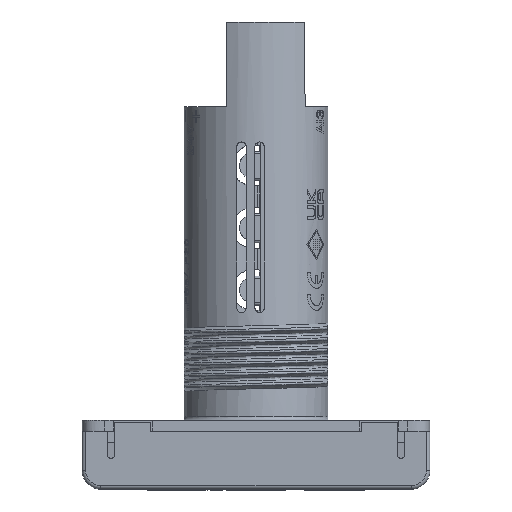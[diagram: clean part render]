
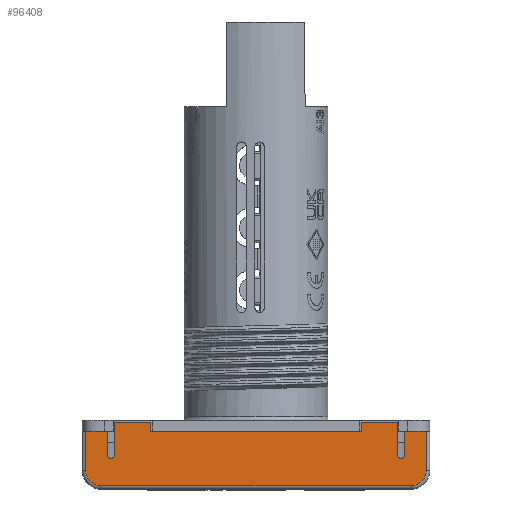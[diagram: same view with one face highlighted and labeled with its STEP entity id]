
A CAD part, front view. The second image highlights one B-rep face of the part: STEP entity #96408.
In plain terms, the highlighted planar face has unit normal (0, -1, 0).
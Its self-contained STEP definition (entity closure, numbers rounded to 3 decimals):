
#6367=CIRCLE('',#101760,2.1);
#6368=CIRCLE('',#101761,2.1);
#6369=CIRCLE('',#101762,0.5);
#6370=CIRCLE('',#101763,0.5);
#17271=VERTEX_POINT('',#120831);
#17272=VERTEX_POINT('',#120833);
#17281=VERTEX_POINT('',#120865);
#17282=VERTEX_POINT('',#120867);
#17292=VERTEX_POINT('',#120914);
#17293=VERTEX_POINT('',#120918);
#17294=VERTEX_POINT('',#120920);
#17295=VERTEX_POINT('',#120922);
#17296=VERTEX_POINT('',#120924);
#17297=VERTEX_POINT('',#120927);
#17298=VERTEX_POINT('',#120929);
#17299=VERTEX_POINT('',#120931);
#17300=VERTEX_POINT('',#120933);
#17301=VERTEX_POINT('',#120935);
#17302=VERTEX_POINT('',#120937);
#17303=VERTEX_POINT('',#120939);
#17304=VERTEX_POINT('',#120941);
#17305=VERTEX_POINT('',#120943);
#27403=VECTOR('',#107088,1.);
#27415=VECTOR('',#107105,1.);
#27431=VECTOR('',#107157,1.);
#27432=VECTOR('',#107159,1.);
#27433=VECTOR('',#107162,1.);
#27434=VECTOR('',#107165,1.);
#27435=VECTOR('',#107166,1.);
#27436=VECTOR('',#107169,1.);
#27437=VECTOR('',#107170,1.);
#27438=VECTOR('',#107171,1.);
#27439=VECTOR('',#107172,1.);
#27440=VECTOR('',#107173,1.);
#27441=VECTOR('',#107174,1.);
#27442=VECTOR('',#107175,1.);
#33496=LINE('',#120832,#27403);
#33508=LINE('',#120866,#27415);
#33524=LINE('',#120915,#27431);
#33525=LINE('',#120917,#27432);
#33526=LINE('',#120921,#27433);
#33527=LINE('',#120925,#27434);
#33528=LINE('',#120926,#27435);
#33529=LINE('',#120930,#27436);
#33530=LINE('',#120932,#27437);
#33531=LINE('',#120934,#27438);
#33532=LINE('',#120936,#27439);
#33533=LINE('',#120938,#27440);
#33534=LINE('',#120940,#27441);
#33535=LINE('',#120942,#27442);
#39629=EDGE_CURVE('',#17272,#17271,#33496,.T.);
#39643=EDGE_CURVE('',#17282,#17281,#33508,.T.);
#39668=EDGE_CURVE('',#17292,#17271,#33524,.T.);
#39669=EDGE_CURVE('',#17293,#17272,#33525,.T.);
#39670=EDGE_CURVE('',#17294,#17292,#6367,.T.);
#39671=EDGE_CURVE('',#17294,#17295,#33526,.T.);
#39672=EDGE_CURVE('',#17296,#17295,#6368,.T.);
#39673=EDGE_CURVE('',#17296,#17282,#33527,.T.);
#39674=EDGE_CURVE('',#17281,#17297,#33528,.T.);
#39675=EDGE_CURVE('',#17298,#17297,#6369,.T.);
#39676=EDGE_CURVE('',#17298,#17299,#33529,.T.);
#39677=EDGE_CURVE('',#17299,#17300,#33530,.T.);
#39678=EDGE_CURVE('',#17300,#17301,#33531,.T.);
#39679=EDGE_CURVE('',#17301,#17302,#33532,.T.);
#39680=EDGE_CURVE('',#17302,#17303,#33533,.T.);
#39681=EDGE_CURVE('',#17303,#17304,#33534,.T.);
#39682=EDGE_CURVE('',#17304,#17305,#33535,.T.);
#39683=EDGE_CURVE('',#17293,#17305,#6370,.T.);
#55346=ORIENTED_EDGE('',*,*,#39669,.T.);
#55347=ORIENTED_EDGE('',*,*,#39629,.T.);
#55348=ORIENTED_EDGE('',*,*,#39668,.F.);
#55349=ORIENTED_EDGE('',*,*,#39670,.F.);
#55350=ORIENTED_EDGE('',*,*,#39671,.T.);
#55351=ORIENTED_EDGE('',*,*,#39672,.F.);
#55352=ORIENTED_EDGE('',*,*,#39673,.T.);
#55353=ORIENTED_EDGE('',*,*,#39643,.T.);
#55354=ORIENTED_EDGE('',*,*,#39674,.T.);
#55355=ORIENTED_EDGE('',*,*,#39675,.F.);
#55356=ORIENTED_EDGE('',*,*,#39676,.T.);
#55357=ORIENTED_EDGE('',*,*,#39677,.T.);
#55358=ORIENTED_EDGE('',*,*,#39678,.T.);
#55359=ORIENTED_EDGE('',*,*,#39679,.T.);
#55360=ORIENTED_EDGE('',*,*,#39680,.T.);
#55361=ORIENTED_EDGE('',*,*,#39681,.T.);
#55362=ORIENTED_EDGE('',*,*,#39682,.T.);
#55363=ORIENTED_EDGE('',*,*,#39683,.F.);
#84953=EDGE_LOOP('',(#55346,#55347,#55348,#55349,#55350,#55351,#55352,#55353,
#55354,#55355,#55356,#55357,#55358,#55359,#55360,#55361,#55362,#55363));
#90690=FACE_BOUND('',#84953,.T.);
#96408=ADVANCED_FACE('',(#90690),#207100,.T.);
#101759=AXIS2_PLACEMENT_3D('',#120916,#107158,$);
#101760=AXIS2_PLACEMENT_3D('',#120919,#107160,#107161);
#101761=AXIS2_PLACEMENT_3D('',#120923,#107163,#107164);
#101762=AXIS2_PLACEMENT_3D('',#120928,#107167,#107168);
#101763=AXIS2_PLACEMENT_3D('',#120944,#107176,#107177);
#107088=DIRECTION('',(-1.,0.,0.));
#107105=DIRECTION('',(-1.,0.,0.));
#107157=DIRECTION('',(0.,0.,1.));
#107158=DIRECTION('',(0.,-1.,0.));
#107159=DIRECTION('',(0.,0.,1.));
#107160=DIRECTION('',(0.,1.,0.));
#107161=DIRECTION('',(-2.1,0.,0.));
#107162=DIRECTION('',(1.,0.,0.));
#107163=DIRECTION('',(0.,1.,0.));
#107164=DIRECTION('',(0.,0.,-2.1));
#107165=DIRECTION('',(0.,0.,1.));
#107166=DIRECTION('',(0.,0.,-1.));
#107167=DIRECTION('',(0.,-1.,0.));
#107168=DIRECTION('',(0.5,0.,0.));
#107169=DIRECTION('',(0.,0.,1.));
#107170=DIRECTION('',(-1.,0.,0.));
#107171=DIRECTION('',(0.,0.,-1.));
#107172=DIRECTION('',(-1.,0.,0.));
#107173=DIRECTION('',(0.,0.,1.));
#107174=DIRECTION('',(-1.,0.,0.));
#107175=DIRECTION('',(0.,0.,-1.));
#107176=DIRECTION('',(0.,-1.,0.));
#107177=DIRECTION('',(0.5,0.,0.));
#120831=CARTESIAN_POINT('',(0.5,0.,8.));
#120832=CARTESIAN_POINT('',(3.5,0.,8.));
#120833=CARTESIAN_POINT('',(3.5,0.,8.));
#120865=CARTESIAN_POINT('',(44.5,0.,8.));
#120866=CARTESIAN_POINT('',(47.5,0.,8.));
#120867=CARTESIAN_POINT('',(47.5,0.,8.));
#120914=CARTESIAN_POINT('',(0.5,0.,2.6));
#120915=CARTESIAN_POINT('',(0.5,0.,2.6));
#120916=CARTESIAN_POINT('',(0.,0.,0.));
#120917=CARTESIAN_POINT('',(3.5,0.,4.758));
#120918=CARTESIAN_POINT('',(3.5,0.,4.758));
#120919=CARTESIAN_POINT('',(2.6,0.,2.6));
#120920=CARTESIAN_POINT('',(2.6,0.,0.5));
#120921=CARTESIAN_POINT('',(2.6,0.,0.5));
#120922=CARTESIAN_POINT('',(45.4,0.,0.5));
#120923=CARTESIAN_POINT('',(45.4,0.,2.6));
#120924=CARTESIAN_POINT('',(47.5,0.,2.6));
#120925=CARTESIAN_POINT('',(47.5,0.,2.6));
#120926=CARTESIAN_POINT('',(44.5,0.,8.));
#120927=CARTESIAN_POINT('',(44.5,0.,4.758));
#120928=CARTESIAN_POINT('',(44.,0.,4.758));
#120929=CARTESIAN_POINT('',(43.5,0.,4.758));
#120930=CARTESIAN_POINT('',(43.5,0.,4.758));
#120931=CARTESIAN_POINT('',(43.5,0.,9.258));
#120932=CARTESIAN_POINT('',(43.5,0.,9.258));
#120933=CARTESIAN_POINT('',(38.5,0.,9.258));
#120934=CARTESIAN_POINT('',(38.5,0.,9.258));
#120935=CARTESIAN_POINT('',(38.5,0.,8.));
#120936=CARTESIAN_POINT('',(38.5,0.,8.));
#120937=CARTESIAN_POINT('',(9.5,0.,8.));
#120938=CARTESIAN_POINT('',(9.5,0.,8.));
#120939=CARTESIAN_POINT('',(9.5,0.,9.258));
#120940=CARTESIAN_POINT('',(9.5,0.,9.258));
#120941=CARTESIAN_POINT('',(4.5,0.,9.258));
#120942=CARTESIAN_POINT('',(4.5,0.,9.258));
#120943=CARTESIAN_POINT('',(4.5,0.,4.758));
#120944=CARTESIAN_POINT('',(4.,0.,4.758));
#207100=PLANE('',#101759);
